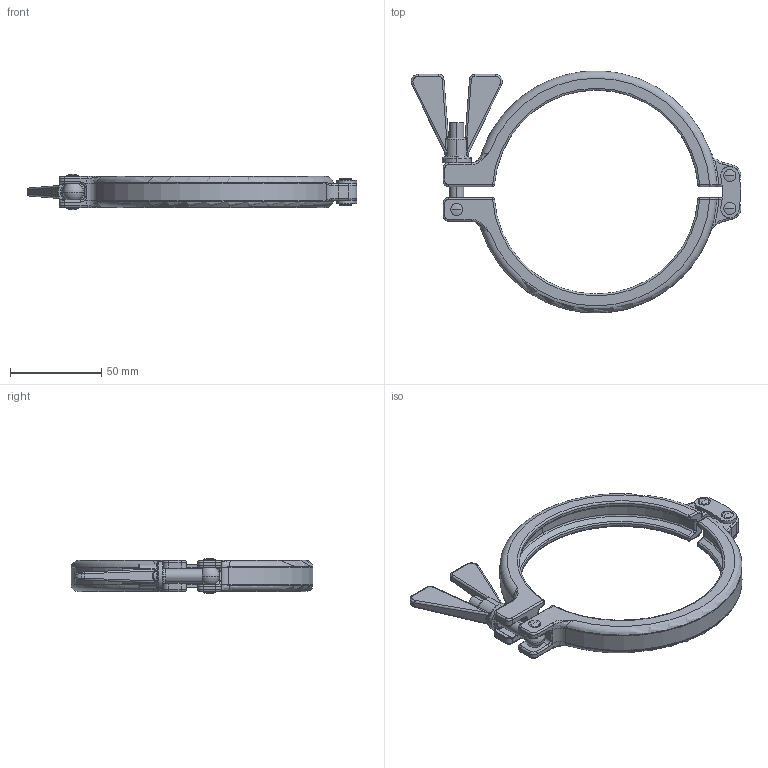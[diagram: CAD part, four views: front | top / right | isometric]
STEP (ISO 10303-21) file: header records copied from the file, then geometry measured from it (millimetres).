
FILE_DESCRIPTION (( 'STEP AP214' ), '1' );
FILE_NAME ('CL.SH.0400 BLOCK.STEP', '2020-05-19T10:52:48', ( '' ), ( '' ), 'SwSTEP 2.0', 'SolidWorks 2020', '' );
FILE_SCHEMA (( 'AUTOMOTIVE_DESIGN' ));
Length unit declared in the file: millimetre
Products named in the file (1): CL.SH.0400 BLOCK
Bounding box: 180.63 x 132.53 x 19.3 mm (x, y, z)
Volume: 67300.5 mm3; surface area: 31579.7 mm2
Topology: 4 solids, 4 shells, 449 faces, 1038 edges, 588 vertices
Faces by surface type: cylinder 168, torus 86, bspline 84, plane 59, sphere 38, cone 14
Entity records: 15560 total; most frequent: CARTESIAN_POINT 5803, DIRECTION 2129, ORIENTED_EDGE 2026, EDGE_CURVE 1013, AXIS2_PLACEMENT_3D 929, VERTEX_POINT 587, CIRCLE 563, EDGE_LOOP 472
